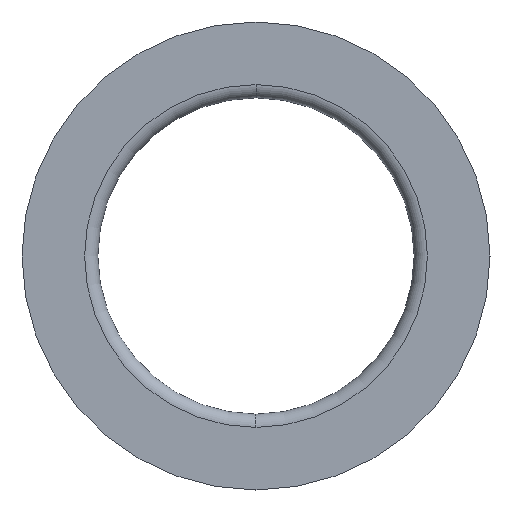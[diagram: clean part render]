
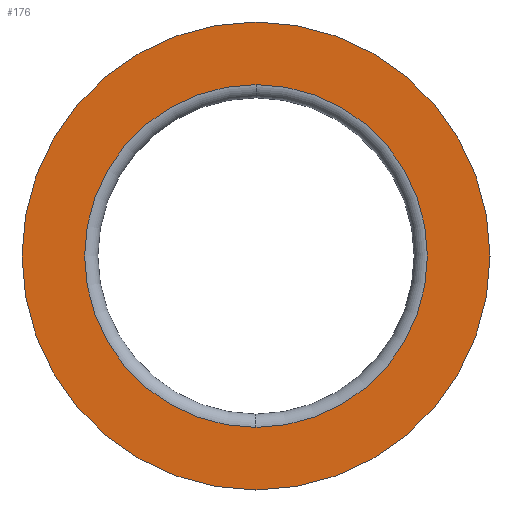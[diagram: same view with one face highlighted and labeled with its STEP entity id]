
A CAD part, left-side view. The second image highlights one B-rep face of the part: STEP entity #176.
In plain terms, the highlighted planar face has unit normal (-1, 0, 0).
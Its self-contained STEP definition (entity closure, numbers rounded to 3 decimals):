
#1 = EDGE_CURVE ( 'NONE', #123, #289, #94, .T. ) ;
#16 = DIRECTION ( 'NONE',  ( 0., 0., 1. ) ) ;
#23 = DIRECTION ( 'NONE',  ( 0., 0., 1. ) ) ;
#26 = AXIS2_PLACEMENT_3D ( 'NONE', #428, #155, #40 ) ;
#30 = CARTESIAN_POINT ( 'NONE',  ( -15.5, 27.1, 0. ) ) ;
#38 = EDGE_CURVE ( 'NONE', #395, #438, #129, .T. ) ;
#40 = DIRECTION ( 'NONE',  ( 0., 0., 1. ) ) ;
#43 = ORIENTED_EDGE ( 'NONE', *, *, #166, .F. ) ;
#58 = CARTESIAN_POINT ( 'NONE',  ( -15.5, 0., 0. ) ) ;
#74 = AXIS2_PLACEMENT_3D ( 'NONE', #190, #303, #16 ) ;
#94 = CIRCLE ( 'NONE', #74, 27.1 ) ;
#95 = CARTESIAN_POINT ( 'NONE',  ( -15.5, 0., -27.1 ) ) ;
#105 = DIRECTION ( 'NONE',  ( -1., 0., 0. ) ) ;
#108 = CARTESIAN_POINT ( 'NONE',  ( -15.5, 0., -37. ) ) ;
#113 = FACE_OUTER_BOUND ( 'NONE', #207, .T. ) ;
#123 = VERTEX_POINT ( 'NONE', #347 ) ;
#129 = CIRCLE ( 'NONE', #290, 37. ) ;
#155 = DIRECTION ( 'NONE',  ( -1., 0., 0. ) ) ;
#166 = EDGE_CURVE ( 'NONE', #289, #123, #254, .T. ) ;
#167 = AXIS2_PLACEMENT_3D ( 'NONE', #30, #484, #496 ) ;
#176 = ADVANCED_FACE ( 'NONE', ( #242, #113 ), #272, .F. ) ;
#190 = CARTESIAN_POINT ( 'NONE',  ( -15.5, 0., 0. ) ) ;
#207 = EDGE_LOOP ( 'NONE', ( #283, #244 ) ) ;
#217 = ORIENTED_EDGE ( 'NONE', *, *, #1, .F. ) ;
#242 = FACE_BOUND ( 'NONE', #479, .T. ) ;
#244 = ORIENTED_EDGE ( 'NONE', *, *, #401, .T. ) ;
#254 = CIRCLE ( 'NONE', #26, 27.1 ) ;
#272 = PLANE ( 'NONE',  #167 ) ;
#283 = ORIENTED_EDGE ( 'NONE', *, *, #38, .T. ) ;
#285 = AXIS2_PLACEMENT_3D ( 'NONE', #451, #105, #23 ) ;
#289 = VERTEX_POINT ( 'NONE', #95 ) ;
#290 = AXIS2_PLACEMENT_3D ( 'NONE', #58, #334, #380 ) ;
#303 = DIRECTION ( 'NONE',  ( -1., 0., 0. ) ) ;
#334 = DIRECTION ( 'NONE',  ( -1., 0., 0. ) ) ;
#347 = CARTESIAN_POINT ( 'NONE',  ( -15.5, 0., 27.1 ) ) ;
#376 = CARTESIAN_POINT ( 'NONE',  ( -15.5, 0., 37. ) ) ;
#380 = DIRECTION ( 'NONE',  ( 0., 0., 1. ) ) ;
#395 = VERTEX_POINT ( 'NONE', #376 ) ;
#401 = EDGE_CURVE ( 'NONE', #438, #395, #412, .T. ) ;
#412 = CIRCLE ( 'NONE', #285, 37. ) ;
#428 = CARTESIAN_POINT ( 'NONE',  ( -15.5, 0., 0. ) ) ;
#438 = VERTEX_POINT ( 'NONE', #108 ) ;
#451 = CARTESIAN_POINT ( 'NONE',  ( -15.5, 0., 0. ) ) ;
#479 = EDGE_LOOP ( 'NONE', ( #217, #43 ) ) ;
#484 = DIRECTION ( 'NONE',  ( 1., 0., 0. ) ) ;
#496 = DIRECTION ( 'NONE',  ( 0., 0., -1. ) ) ;
